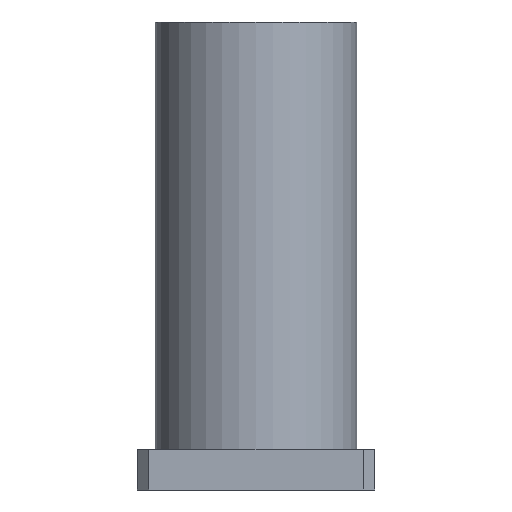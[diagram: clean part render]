
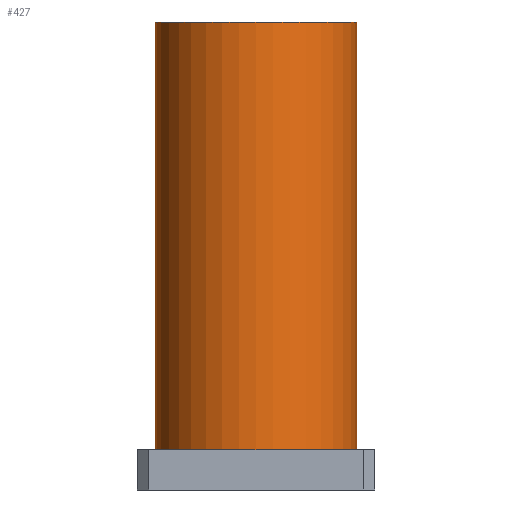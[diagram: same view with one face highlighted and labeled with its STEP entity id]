
A CAD part, front view. The second image highlights one B-rep face of the part: STEP entity #427.
In plain terms, the highlighted cylindrical face has radius 45 mm (diameter 90 mm), a full revolution.
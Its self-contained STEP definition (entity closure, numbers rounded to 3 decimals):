
#47=LINE('',#732,#81);
#81=VECTOR('',#612,45.);
#92=CYLINDRICAL_SURFACE('',#490,45.);
#129=FACE_OUTER_BOUND('',#163,.T.);
#163=EDGE_LOOP('',(#368,#369,#370,#371));
#191=CIRCLE('',#491,45.);
#192=CIRCLE('',#492,45.);
#227=VERTEX_POINT('',#729);
#228=VERTEX_POINT('',#731);
#279=EDGE_CURVE('',#227,#227,#191,.T.);
#280=EDGE_CURVE('',#227,#228,#47,.T.);
#281=EDGE_CURVE('',#228,#228,#192,.T.);
#368=ORIENTED_EDGE('',*,*,#279,.T.);
#369=ORIENTED_EDGE('',*,*,#280,.T.);
#370=ORIENTED_EDGE('',*,*,#281,.F.);
#371=ORIENTED_EDGE('',*,*,#280,.F.);
#427=ADVANCED_FACE('',(#129),#92,.T.);
#490=AXIS2_PLACEMENT_3D('',#728,#608,#609);
#491=AXIS2_PLACEMENT_3D('',#730,#610,#611);
#492=AXIS2_PLACEMENT_3D('',#733,#613,#614);
#608=DIRECTION('center_axis',(0.,0.,1.));
#609=DIRECTION('ref_axis',(-1.,0.,0.));
#610=DIRECTION('center_axis',(0.,0.,-1.));
#611=DIRECTION('ref_axis',(-1.,0.,0.));
#612=DIRECTION('',(0.,0.,-1.));
#613=DIRECTION('center_axis',(0.,0.,-1.));
#614=DIRECTION('ref_axis',(-1.,0.,0.));
#728=CARTESIAN_POINT('Origin',(0.,0.,18.));
#729=CARTESIAN_POINT('',(45.,0.,209.));
#730=CARTESIAN_POINT('Origin',(0.,0.,209.));
#731=CARTESIAN_POINT('',(45.,0.,18.));
#732=CARTESIAN_POINT('',(45.,0.,18.));
#733=CARTESIAN_POINT('Origin',(0.,0.,18.));
